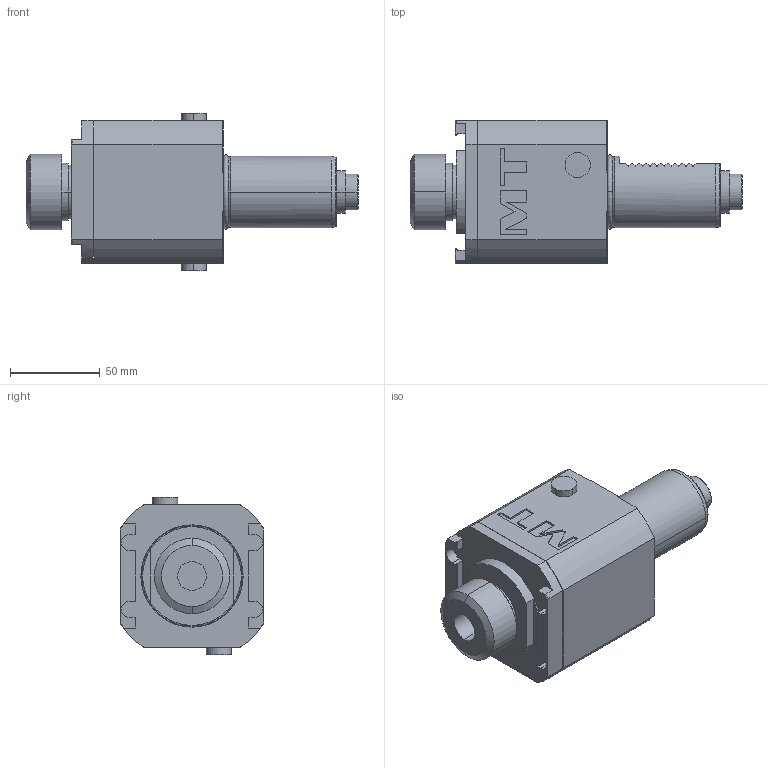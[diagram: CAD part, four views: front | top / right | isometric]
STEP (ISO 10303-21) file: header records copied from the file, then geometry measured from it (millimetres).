
FILE_DESCRIPTION((''),'2;1');
FILE_NAME('SAU0970225_CONF','2024-01-12T15:39:43',('gvalli'),('M.T. srl'),'CREO PARAMETRIC BY PTC INC, 2021072','CREO PARAMETRIC BY PTC INC, 2021072','');
FILE_SCHEMA(('CONFIG_CONTROL_DESIGN'));
Length unit declared in the file: millimetre
Products named in the file (1): SAU0970225_CONF
Bounding box: 184.96 x 80 x 88 mm (x, y, z)
Volume: 600247.1 mm3; surface area: 61543.5 mm2
Topology: 1 solids, 1 shells, 242 faces, 646 edges, 428 vertices
Faces by surface type: plane 147, cylinder 73, cone 11, torus 7, extrusion 4
Entity records: 7819 total; most frequent: CARTESIAN_POINT 1737, ORIENTED_EDGE 1292, DIRECTION 1204, EDGE_CURVE 646, VERTEX_POINT 428, VECTOR 404, AXIS2_PLACEMENT_3D 400, LINE 400
